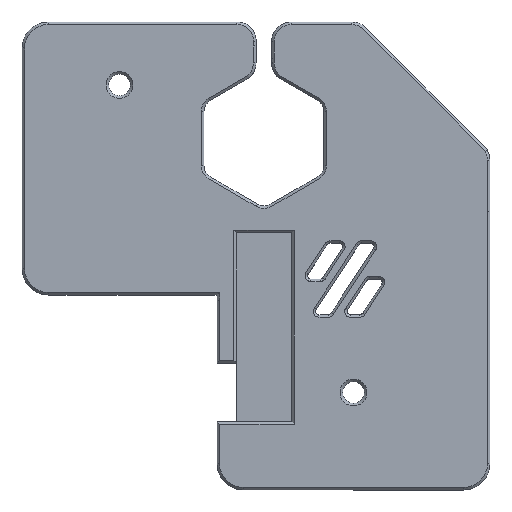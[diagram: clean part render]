
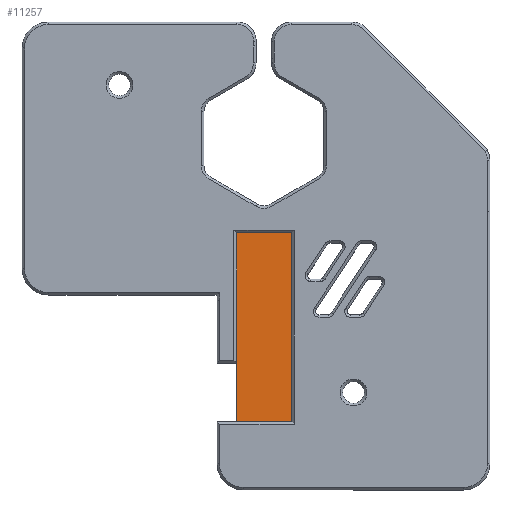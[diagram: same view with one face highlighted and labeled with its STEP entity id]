
A CAD part, top view. The second image highlights one B-rep face of the part: STEP entity #11257.
In plain terms, the highlighted planar face has unit normal (0, 0, 1).
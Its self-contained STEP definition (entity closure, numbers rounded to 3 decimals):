
#460 = CARTESIAN_POINT ( 'NONE',  ( 103., 29.549, -3.4 ) ) ;
#749 = LINE ( 'NONE', #4431, #8491 ) ;
#905 = AXIS2_PLACEMENT_3D ( 'NONE', #6484, #5643, #1179 ) ;
#945 = VERTEX_POINT ( 'NONE', #6949 ) ;
#1179 = DIRECTION ( 'NONE',  ( 1., 0., 0. ) ) ;
#1239 = DIRECTION ( 'NONE',  ( -1., 0., 0. ) ) ;
#1434 = VECTOR ( 'NONE', #1239, 1000. ) ;
#2000 = FACE_OUTER_BOUND ( 'NONE', #5821, .T. ) ;
#2247 = DIRECTION ( 'NONE',  ( 0., 1., 0. ) ) ;
#2970 = LINE ( 'NONE', #7313, #1434 ) ;
#3211 = VECTOR ( 'NONE', #5379, 1000. ) ;
#3235 = CARTESIAN_POINT ( 'NONE',  ( 111.5, 29.549, -3.4 ) ) ;
#3690 = ORIENTED_EDGE ( 'NONE', *, *, #7849, .F. ) ;
#4431 = CARTESIAN_POINT ( 'NONE',  ( 111.5, 29.549, -3.4 ) ) ;
#4597 = VERTEX_POINT ( 'NONE', #10451 ) ;
#4661 = LINE ( 'NONE', #8462, #6599 ) ;
#4931 = EDGE_CURVE ( 'NONE', #9201, #4597, #2970, .T. ) ;
#5320 = VERTEX_POINT ( 'NONE', #8251 ) ;
#5379 = DIRECTION ( 'NONE',  ( 0., -1., 0. ) ) ;
#5517 = VECTOR ( 'NONE', #2247, 1000. ) ;
#5643 = DIRECTION ( 'NONE',  ( 0., 0., -1. ) ) ;
#5821 = EDGE_LOOP ( 'NONE', ( #9485, #6676, #3690, #6243, #6025 ) ) ;
#5947 = EDGE_CURVE ( 'NONE', #5320, #7631, #749, .T. ) ;
#6025 = ORIENTED_EDGE ( 'NONE', *, *, #11450, .F. ) ;
#6243 = ORIENTED_EDGE ( 'NONE', *, *, #5947, .F. ) ;
#6282 = CARTESIAN_POINT ( 'NONE',  ( 111.5, 0.5, -3.4 ) ) ;
#6484 = CARTESIAN_POINT ( 'NONE',  ( 0., 0., -3.4 ) ) ;
#6599 = VECTOR ( 'NONE', #7455, 1000. ) ;
#6676 = ORIENTED_EDGE ( 'NONE', *, *, #4931, .F. ) ;
#6792 = CARTESIAN_POINT ( 'NONE',  ( 111.5, 0.5, -3.4 ) ) ;
#6949 = CARTESIAN_POINT ( 'NONE',  ( 103., 9.5, -3.4 ) ) ;
#7313 = CARTESIAN_POINT ( 'NONE',  ( 103., 0.5, -3.4 ) ) ;
#7363 = PLANE ( 'NONE',  #905 ) ;
#7455 = DIRECTION ( 'NONE',  ( 0., 1., 0. ) ) ;
#7631 = VERTEX_POINT ( 'NONE', #3235 ) ;
#7849 = EDGE_CURVE ( 'NONE', #7631, #9201, #8952, .T. ) ;
#8251 = CARTESIAN_POINT ( 'NONE',  ( 103., 29.549, -3.4 ) ) ;
#8433 = EDGE_CURVE ( 'NONE', #4597, #945, #9455, .T. ) ;
#8462 = CARTESIAN_POINT ( 'NONE',  ( 103., 29.549, -3.4 ) ) ;
#8491 = VECTOR ( 'NONE', #10559, 1000. ) ;
#8952 = LINE ( 'NONE', #6282, #3211 ) ;
#9201 = VERTEX_POINT ( 'NONE', #6792 ) ;
#9455 = LINE ( 'NONE', #460, #5517 ) ;
#9485 = ORIENTED_EDGE ( 'NONE', *, *, #8433, .F. ) ;
#10451 = CARTESIAN_POINT ( 'NONE',  ( 103., 0.5, -3.4 ) ) ;
#10559 = DIRECTION ( 'NONE',  ( 1., 0., 0. ) ) ;
#11257 = ADVANCED_FACE ( 'NONE', ( #2000 ), #7363, .F. ) ;
#11450 = EDGE_CURVE ( 'NONE', #945, #5320, #4661, .T. ) ;
